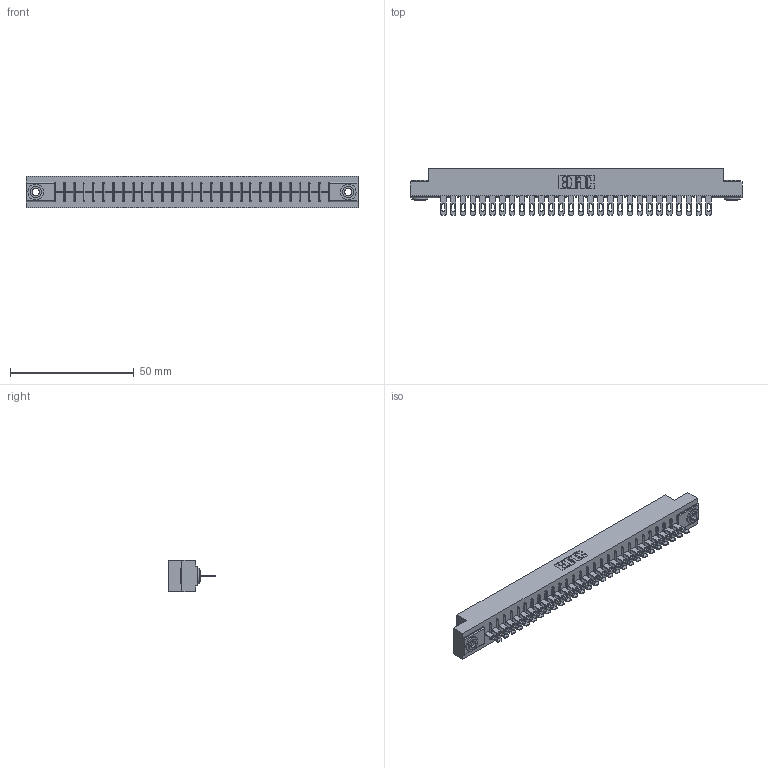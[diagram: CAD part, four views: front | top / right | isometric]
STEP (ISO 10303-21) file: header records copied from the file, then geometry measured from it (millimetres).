
FILE_DESCRIPTION (( 'STEP AP203' ), '1' );
FILE_NAME ('306-028-500-103.STEP', '2019-09-11T21:56:17', ( '' ), ( '' ), 'SwSTEP 2.0', 'SolidWorks 2016', '' );
FILE_SCHEMA (( 'CONFIG_CONTROL_DESIGN' ));
Length unit declared in the file: inch
Products named in the file (4): 306 Part_.156 Dia; 345-250-002_345-250-002-102; 306-290-001_100; 306-028-500-103
Assembly tree (31 placements, depth 2):
  306-028-500-103
    306 Part_.156 Dia
    306-290-001_100  x28
    345-250-002_345-250-002-102  x2
Bounding box: 133.96 x 18.87 x 12.7 mm (x, y, z)
Volume: 14774.6 mm3; surface area: 15765.9 mm2
Topology: 31 solids, 31 shells, 2296 faces, 6448 edges, 4144 vertices
Faces by surface type: plane 1492, cylinder 684, sphere 112, cone 8
Entity records: 29154 total; most frequent: CARTESIAN_POINT 4872, ORIENTED_EDGE 4820, DIRECTION 4820, EDGE_CURVE 2410, LINE 1868, VECTOR 1868, VERTEX_POINT 1528, AXIS2_PLACEMENT_3D 1476
